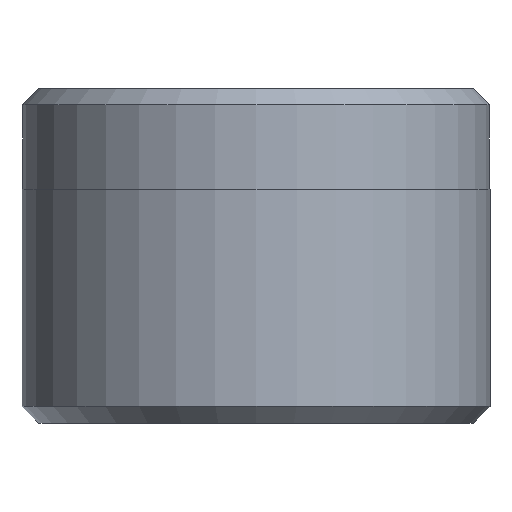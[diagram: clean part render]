
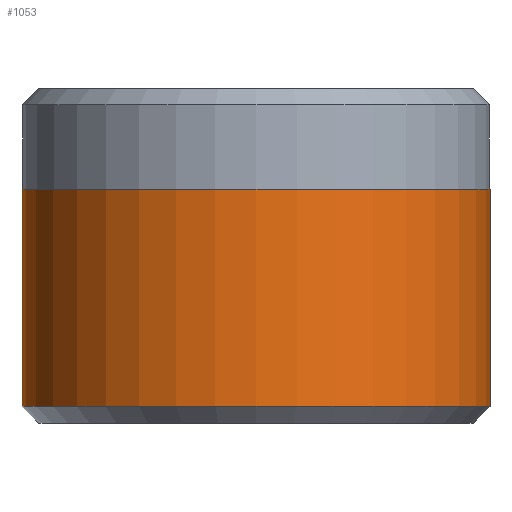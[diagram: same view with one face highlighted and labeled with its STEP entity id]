
A CAD part, front view. The second image highlights one B-rep face of the part: STEP entity #1053.
In plain terms, the highlighted cylindrical face has radius 7 mm (diameter 14 mm), a partial arc.
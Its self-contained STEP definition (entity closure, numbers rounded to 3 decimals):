
#84 = ORIENTED_EDGE ( 'NONE', *, *, #196, .F. ) ;
#99 = EDGE_LOOP ( 'NONE', ( #1108, #84, #505, #637 ) ) ;
#136 = AXIS2_PLACEMENT_3D ( 'NONE', #808, #949, #1555 ) ;
#196 = EDGE_CURVE ( 'NONE', #1473, #741, #1562, .T. ) ;
#335 = CARTESIAN_POINT ( 'NONE',  ( 7., 0., 0.5 ) ) ;
#374 = CARTESIAN_POINT ( 'NONE',  ( 7., 0., 10. ) ) ;
#447 = CIRCLE ( 'NONE', #865, 7. ) ;
#497 = CARTESIAN_POINT ( 'NONE',  ( -7., 0., 0.5 ) ) ;
#505 = ORIENTED_EDGE ( 'NONE', *, *, #1470, .T. ) ;
#617 = CARTESIAN_POINT ( 'NONE',  ( 7., 0., 7. ) ) ;
#637 = ORIENTED_EDGE ( 'NONE', *, *, #672, .T. ) ;
#672 = EDGE_CURVE ( 'NONE', #755, #846, #447, .T. ) ;
#741 = VERTEX_POINT ( 'NONE', #617 ) ;
#753 = CYLINDRICAL_SURFACE ( 'NONE', #136, 7. ) ;
#755 = VERTEX_POINT ( 'NONE', #497 ) ;
#808 = CARTESIAN_POINT ( 'NONE',  ( 0., 0., 10. ) ) ;
#834 = LINE ( 'NONE', #374, #1115 ) ;
#846 = VERTEX_POINT ( 'NONE', #335 ) ;
#865 = AXIS2_PLACEMENT_3D ( 'NONE', #1179, #1173, #1168 ) ;
#868 = DIRECTION ( 'NONE',  ( 1., 0., 0. ) ) ;
#885 = CARTESIAN_POINT ( 'NONE',  ( 0., 0., 7. ) ) ;
#921 = DIRECTION ( 'NONE',  ( 0., 0., 1. ) ) ;
#949 = DIRECTION ( 'NONE',  ( 0., 0., -1. ) ) ;
#978 = EDGE_CURVE ( 'NONE', #741, #846, #834, .T. ) ;
#1033 = VECTOR ( 'NONE', #1090, 1000. ) ;
#1053 = ADVANCED_FACE ( 'NONE', ( #1662 ), #753, .T. ) ;
#1074 = LINE ( 'NONE', #1668, #1033 ) ;
#1090 = DIRECTION ( 'NONE',  ( 0., 0., -1. ) ) ;
#1108 = ORIENTED_EDGE ( 'NONE', *, *, #978, .F. ) ;
#1115 = VECTOR ( 'NONE', #1313, 1000. ) ;
#1168 = DIRECTION ( 'NONE',  ( 1., 0., 0. ) ) ;
#1173 = DIRECTION ( 'NONE',  ( 0., 0., 1. ) ) ;
#1179 = CARTESIAN_POINT ( 'NONE',  ( 0., 0., 0.5 ) ) ;
#1191 = AXIS2_PLACEMENT_3D ( 'NONE', #885, #921, #868 ) ;
#1205 = CARTESIAN_POINT ( 'NONE',  ( -7., 0., 7. ) ) ;
#1313 = DIRECTION ( 'NONE',  ( 0., 0., -1. ) ) ;
#1470 = EDGE_CURVE ( 'NONE', #1473, #755, #1074, .T. ) ;
#1473 = VERTEX_POINT ( 'NONE', #1205 ) ;
#1555 = DIRECTION ( 'NONE',  ( -1., 0., 0. ) ) ;
#1562 = CIRCLE ( 'NONE', #1191, 7. ) ;
#1662 = FACE_OUTER_BOUND ( 'NONE', #99, .T. ) ;
#1668 = CARTESIAN_POINT ( 'NONE',  ( -7., 0., 10. ) ) ;
